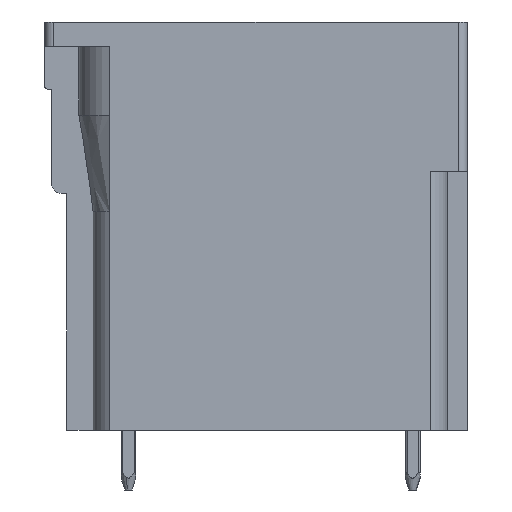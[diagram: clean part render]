
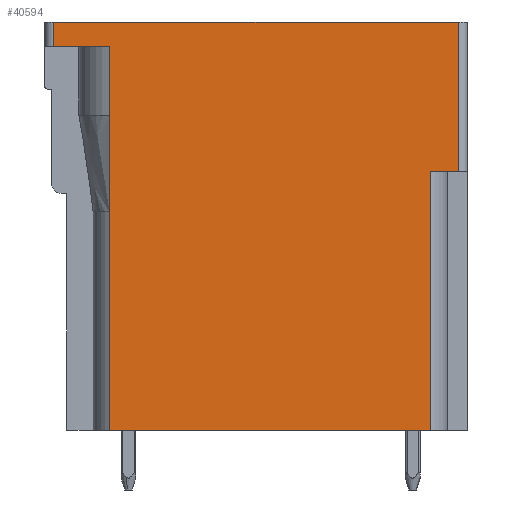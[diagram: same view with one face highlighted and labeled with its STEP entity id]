
A CAD part, left-side view. The second image highlights one B-rep face of the part: STEP entity #40594.
In plain terms, the highlighted planar face has unit normal (-1, 0, 0).
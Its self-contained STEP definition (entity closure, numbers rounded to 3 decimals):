
#40570=AXIS2_PLACEMENT_3D('Plane Axis2P3D',#40567,#40568,#40569) ;
#110=CARTESIAN_POINT('Vertex',(0.,22.2,25.1)) ;
#113=CARTESIAN_POINT('Line Origine',(0.,11.35,25.1)) ;
#117=CARTESIAN_POINT('Vertex',(0.,0.5,25.1)) ;
#4591=CARTESIAN_POINT('Vertex',(0.,2.,3.2)) ;
#4607=CARTESIAN_POINT('Vertex',(0.,2.,17.1)) ;
#4610=CARTESIAN_POINT('Line Origine',(0.,2.,10.15)) ;
#32527=CARTESIAN_POINT('Vertex',(0.,0.5,17.1)) ;
#32530=CARTESIAN_POINT('Line Origine',(0.,1.25,17.1)) ;
#39522=CARTESIAN_POINT('Line Origine',(0.,0.5,14.15)) ;
#40034=CARTESIAN_POINT('Line Origine',(0.,10.6,3.2)) ;
#40038=CARTESIAN_POINT('Vertex',(0.,19.2,3.2)) ;
#40548=CARTESIAN_POINT('Line Origine',(0.,22.2,14.15)) ;
#40552=CARTESIAN_POINT('Vertex',(0.,22.2,23.8)) ;
#40567=CARTESIAN_POINT('Axis2P3D Location',(0.,0.,0.)) ;
#40572=CARTESIAN_POINT('Line Origine',(0.,20.7,23.8)) ;
#40576=CARTESIAN_POINT('Vertex',(0.,19.2,23.8)) ;
#40579=CARTESIAN_POINT('Line Origine',(0.,19.2,13.5)) ;
#114=DIRECTION('Vector Direction',(0.,-1.,0.)) ;
#4611=DIRECTION('Vector Direction',(0.,0.,1.)) ;
#32531=DIRECTION('Vector Direction',(0.,-1.,0.)) ;
#39523=DIRECTION('Vector Direction',(0.,0.,1.)) ;
#40035=DIRECTION('Vector Direction',(0.,-1.,0.)) ;
#40549=DIRECTION('Vector Direction',(0.,0.,1.)) ;
#40568=DIRECTION('Axis2P3D Direction',(-1.,0.,0.)) ;
#40569=DIRECTION('Axis2P3D XDirection',(0.,0.,1.)) ;
#40573=DIRECTION('Vector Direction',(0.,-1.,0.)) ;
#40580=DIRECTION('Vector Direction',(0.,0.,1.)) ;
#115=VECTOR('Line Direction',#114,1.) ;
#4612=VECTOR('Line Direction',#4611,1.) ;
#32532=VECTOR('Line Direction',#32531,1.) ;
#39524=VECTOR('Line Direction',#39523,1.) ;
#40036=VECTOR('Line Direction',#40035,1.) ;
#40550=VECTOR('Line Direction',#40549,1.) ;
#40574=VECTOR('Line Direction',#40573,1.) ;
#40581=VECTOR('Line Direction',#40580,1.) ;
#40585=ORIENTED_EDGE('',*,*,#40040,.T.) ;
#40586=ORIENTED_EDGE('',*,*,#4614,.T.) ;
#40587=ORIENTED_EDGE('',*,*,#32534,.F.) ;
#40588=ORIENTED_EDGE('',*,*,#39526,.T.) ;
#40589=ORIENTED_EDGE('',*,*,#119,.T.) ;
#40590=ORIENTED_EDGE('',*,*,#40554,.T.) ;
#40591=ORIENTED_EDGE('',*,*,#40578,.F.) ;
#40592=ORIENTED_EDGE('',*,*,#40583,.F.) ;
#40594=ADVANCED_FACE('HOUSING',(#40593),#40571,.T.) ;
#119=EDGE_CURVE('',#118,#111,#116,.F.) ;
#4614=EDGE_CURVE('',#4592,#4608,#4613,.T.) ;
#32534=EDGE_CURVE('',#32528,#4608,#32533,.F.) ;
#39526=EDGE_CURVE('',#32528,#118,#39525,.T.) ;
#40040=EDGE_CURVE('',#40039,#4592,#40037,.T.) ;
#40554=EDGE_CURVE('',#111,#40553,#40551,.F.) ;
#40578=EDGE_CURVE('',#40577,#40553,#40575,.F.) ;
#40583=EDGE_CURVE('',#40039,#40577,#40582,.T.) ;
#40584=EDGE_LOOP('',(#40585,#40586,#40587,#40588,#40589,#40590,#40591,#40592)) ;
#40593=FACE_OUTER_BOUND('',#40584,.T.) ;
#116=LINE('Line',#113,#115) ;
#4613=LINE('Line',#4610,#4612) ;
#32533=LINE('Line',#32530,#32532) ;
#39525=LINE('Line',#39522,#39524) ;
#40037=LINE('Line',#40034,#40036) ;
#40551=LINE('Line',#40548,#40550) ;
#40575=LINE('Line',#40572,#40574) ;
#40582=LINE('Line',#40579,#40581) ;
#40571=PLANE('',#40570) ;
#111=VERTEX_POINT('',#110) ;
#118=VERTEX_POINT('',#117) ;
#4592=VERTEX_POINT('',#4591) ;
#4608=VERTEX_POINT('',#4607) ;
#32528=VERTEX_POINT('',#32527) ;
#40039=VERTEX_POINT('',#40038) ;
#40553=VERTEX_POINT('',#40552) ;
#40577=VERTEX_POINT('',#40576) ;
